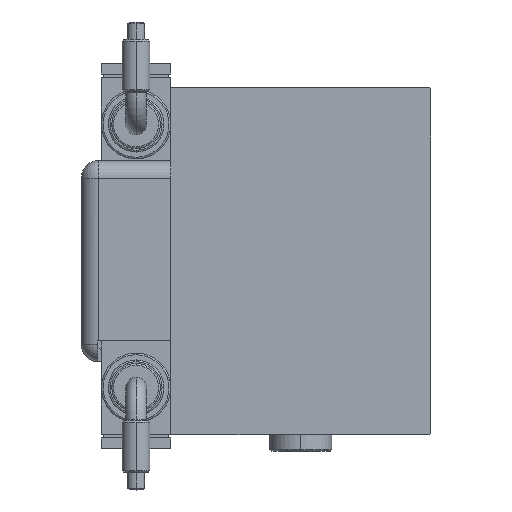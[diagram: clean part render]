
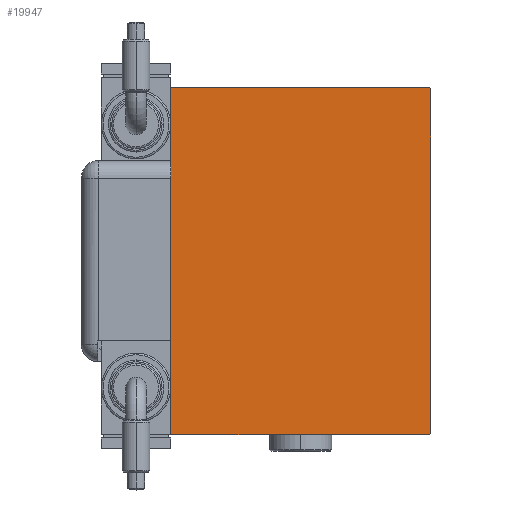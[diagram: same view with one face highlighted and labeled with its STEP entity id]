
A CAD part, left-side view. The second image highlights one B-rep face of the part: STEP entity #19947.
In plain terms, the highlighted face is planar.
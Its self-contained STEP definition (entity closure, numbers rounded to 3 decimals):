
#257 = DIRECTION ( 'NONE',  ( 0., 0., 1. ) ) ;
#389 = DIRECTION ( 'NONE',  ( 0., 0., -1. ) ) ;
#804 = CARTESIAN_POINT ( 'NONE',  ( 123., -37.5, -49.7 ) ) ;
#1172 = EDGE_CURVE ( 'NONE', #29309, #2062, #4324, .T. ) ;
#2012 = VECTOR ( 'NONE', #17260, 1000. ) ;
#2062 = VERTEX_POINT ( 'NONE', #15629 ) ;
#4324 = LINE ( 'NONE', #42666, #10695 ) ;
#5674 = VECTOR ( 'NONE', #17600, 1000. ) ;
#5756 = DIRECTION ( 'NONE',  ( 0., -1., 0. ) ) ;
#6965 = CARTESIAN_POINT ( 'NONE',  ( 123., -37.5, -50. ) ) ;
#7345 = CARTESIAN_POINT ( 'NONE',  ( 123., -43.6, -43.6 ) ) ;
#10695 = VECTOR ( 'NONE', #257, 1000. ) ;
#12282 = VERTEX_POINT ( 'NONE', #56143 ) ;
#15629 = CARTESIAN_POINT ( 'NONE',  ( 123., 37.5, 49.7 ) ) ;
#15682 = EDGE_CURVE ( 'NONE', #2062, #21934, #23309, .T. ) ;
#16935 = VECTOR ( 'NONE', #5756, 1000. ) ;
#17159 = EDGE_CURVE ( 'NONE', #18896, #50204, #21064, .T. ) ;
#17175 = VECTOR ( 'NONE', #54710, 1000. ) ;
#17260 = DIRECTION ( 'NONE',  ( 0., 0.707, 0.707 ) ) ;
#17600 = DIRECTION ( 'NONE',  ( 0., -0.707, -0.707 ) ) ;
#18020 = VERTEX_POINT ( 'NONE', #804 ) ;
#18081 = VECTOR ( 'NONE', #26019, 1000. ) ;
#18896 = VERTEX_POINT ( 'NONE', #32648 ) ;
#19458 = FACE_OUTER_BOUND ( 'NONE', #27478, .T. ) ;
#19947 = ADVANCED_FACE ( 'NONE', ( #19458 ), #22906, .T. ) ;
#20776 = AXIS2_PLACEMENT_3D ( 'NONE', #41920, #27607, #46584 ) ;
#21064 = LINE ( 'NONE', #59052, #5674 ) ;
#21934 = VERTEX_POINT ( 'NONE', #38373 ) ;
#22258 = CARTESIAN_POINT ( 'NONE',  ( 123., 43.6, -43.6 ) ) ;
#22906 = PLANE ( 'NONE',  #20776 ) ;
#23000 = CARTESIAN_POINT ( 'NONE',  ( 123., 43.6, 43.6 ) ) ;
#23309 = LINE ( 'NONE', #23000, #56369 ) ;
#24939 = EDGE_CURVE ( 'NONE', #21934, #18896, #30390, .T. ) ;
#25059 = EDGE_CURVE ( 'NONE', #12282, #29309, #54952, .T. ) ;
#25939 = CARTESIAN_POINT ( 'NONE',  ( 123., -37.2, -50. ) ) ;
#26019 = DIRECTION ( 'NONE',  ( 0., 1., 0. ) ) ;
#27016 = VECTOR ( 'NONE', #389, 1000. ) ;
#27182 = ORIENTED_EDGE ( 'NONE', *, *, #50694, .T. ) ;
#27478 = EDGE_LOOP ( 'NONE', ( #43499, #30524, #60254, #37175, #36836, #31186, #42713, #27182 ) ) ;
#27607 = DIRECTION ( 'NONE',  ( 1., 0., 0. ) ) ;
#29077 = CARTESIAN_POINT ( 'NONE',  ( 123., -37.5, 49.7 ) ) ;
#29309 = VERTEX_POINT ( 'NONE', #29791 ) ;
#29791 = CARTESIAN_POINT ( 'NONE',  ( 123., 37.5, -49.7 ) ) ;
#30390 = LINE ( 'NONE', #43782, #16935 ) ;
#30524 = ORIENTED_EDGE ( 'NONE', *, *, #25059, .T. ) ;
#31186 = ORIENTED_EDGE ( 'NONE', *, *, #17159, .T. ) ;
#32648 = CARTESIAN_POINT ( 'NONE',  ( 123., -37.2, 50. ) ) ;
#34760 = LINE ( 'NONE', #6965, #18081 ) ;
#36836 = ORIENTED_EDGE ( 'NONE', *, *, #24939, .T. ) ;
#37175 = ORIENTED_EDGE ( 'NONE', *, *, #15682, .T. ) ;
#38373 = CARTESIAN_POINT ( 'NONE',  ( 123., 37.2, 50. ) ) ;
#41705 = DIRECTION ( 'NONE',  ( 0., -0.707, 0.707 ) ) ;
#41920 = CARTESIAN_POINT ( 'NONE',  ( 123., 0., 0. ) ) ;
#42666 = CARTESIAN_POINT ( 'NONE',  ( 123., 37.5, -50. ) ) ;
#42713 = ORIENTED_EDGE ( 'NONE', *, *, #45850, .T. ) ;
#43115 = CARTESIAN_POINT ( 'NONE',  ( 123., -37.5, 50. ) ) ;
#43499 = ORIENTED_EDGE ( 'NONE', *, *, #52072, .T. ) ;
#43782 = CARTESIAN_POINT ( 'NONE',  ( 123., 37.5, 50. ) ) ;
#45850 = EDGE_CURVE ( 'NONE', #50204, #18020, #49304, .T. ) ;
#46584 = DIRECTION ( 'NONE',  ( 0., 0., -1. ) ) ;
#49304 = LINE ( 'NONE', #43115, #27016 ) ;
#50042 = LINE ( 'NONE', #7345, #17175 ) ;
#50204 = VERTEX_POINT ( 'NONE', #29077 ) ;
#50694 = EDGE_CURVE ( 'NONE', #18020, #57946, #50042, .T. ) ;
#52072 = EDGE_CURVE ( 'NONE', #57946, #12282, #34760, .T. ) ;
#54710 = DIRECTION ( 'NONE',  ( 0., 0.707, -0.707 ) ) ;
#54952 = LINE ( 'NONE', #22258, #2012 ) ;
#56143 = CARTESIAN_POINT ( 'NONE',  ( 123., 37.2, -50. ) ) ;
#56369 = VECTOR ( 'NONE', #41705, 1000. ) ;
#57946 = VERTEX_POINT ( 'NONE', #25939 ) ;
#59052 = CARTESIAN_POINT ( 'NONE',  ( 123., -43.6, 43.6 ) ) ;
#60254 = ORIENTED_EDGE ( 'NONE', *, *, #1172, .T. ) ;
